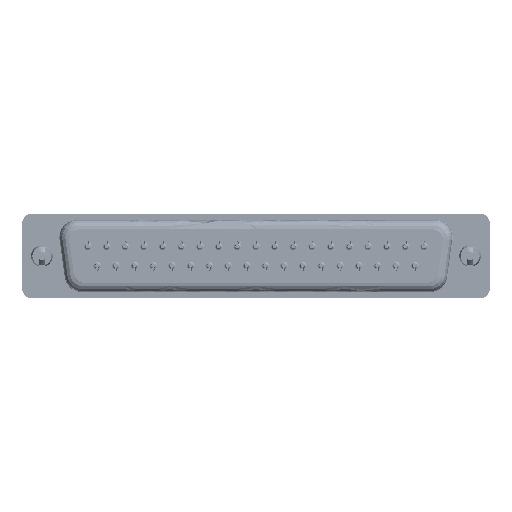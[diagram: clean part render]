
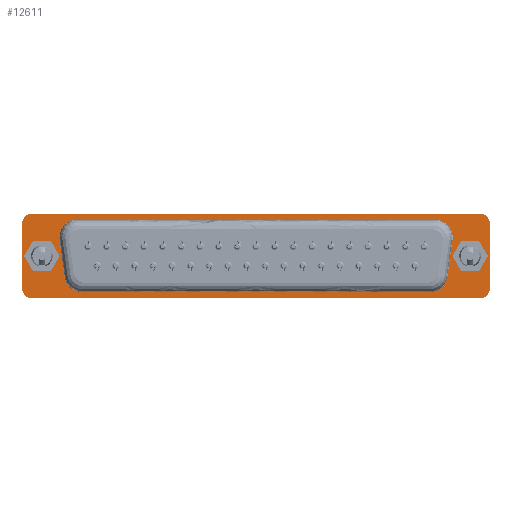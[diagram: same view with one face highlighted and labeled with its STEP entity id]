
A CAD part, front view. The second image highlights one B-rep face of the part: STEP entity #12611.
In plain terms, the highlighted planar face has unit normal (0, -1, 0).
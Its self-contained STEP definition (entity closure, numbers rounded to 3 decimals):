
#1331=LINE('',#20531,#2330);
#1332=LINE('',#20535,#2331);
#1333=LINE('',#20539,#2332);
#1334=LINE('',#20543,#2333);
#1335=LINE('',#20549,#2334);
#1336=LINE('',#20553,#2335);
#1337=LINE('',#20557,#2336);
#1338=LINE('',#20561,#2337);
#2330=VECTOR('',#16521,1000.);
#2331=VECTOR('',#16524,1000.);
#2332=VECTOR('',#16527,1000.);
#2333=VECTOR('',#16530,1000.);
#2334=VECTOR('',#16535,1000.);
#2335=VECTOR('',#16538,1000.);
#2336=VECTOR('',#16541,1000.);
#2337=VECTOR('',#16544,1000.);
#4377=ORIENTED_EDGE('',*,*,#7175,.T.);
#4378=ORIENTED_EDGE('',*,*,#7176,.T.);
#4379=ORIENTED_EDGE('',*,*,#7177,.T.);
#4380=ORIENTED_EDGE('',*,*,#7178,.T.);
#4381=ORIENTED_EDGE('',*,*,#7179,.T.);
#4382=ORIENTED_EDGE('',*,*,#7180,.T.);
#4383=ORIENTED_EDGE('',*,*,#7181,.T.);
#4384=ORIENTED_EDGE('',*,*,#7182,.T.);
#4385=ORIENTED_EDGE('',*,*,#7183,.T.);
#4386=ORIENTED_EDGE('',*,*,#7184,.F.);
#4387=ORIENTED_EDGE('',*,*,#7185,.F.);
#4388=ORIENTED_EDGE('',*,*,#7186,.F.);
#4389=ORIENTED_EDGE('',*,*,#7187,.F.);
#4390=ORIENTED_EDGE('',*,*,#7188,.F.);
#4391=ORIENTED_EDGE('',*,*,#7189,.F.);
#4392=ORIENTED_EDGE('',*,*,#7190,.F.);
#4393=ORIENTED_EDGE('',*,*,#7191,.F.);
#4394=ORIENTED_EDGE('',*,*,#7192,.T.);
#7175=EDGE_CURVE('',#8733,#8734,#9766,.T.);
#7176=EDGE_CURVE('',#8734,#8735,#1331,.T.);
#7177=EDGE_CURVE('',#8735,#8736,#9767,.T.);
#7178=EDGE_CURVE('',#8736,#8737,#1332,.T.);
#7179=EDGE_CURVE('',#8737,#8738,#9768,.T.);
#7180=EDGE_CURVE('',#8738,#8739,#1333,.T.);
#7181=EDGE_CURVE('',#8739,#8740,#9769,.T.);
#7182=EDGE_CURVE('',#8740,#8733,#1334,.T.);
#7183=EDGE_CURVE('',#8741,#8741,#9770,.T.);
#7184=EDGE_CURVE('',#8742,#8743,#9771,.T.);
#7185=EDGE_CURVE('',#8744,#8742,#1335,.T.);
#7186=EDGE_CURVE('',#8745,#8744,#9772,.T.);
#7187=EDGE_CURVE('',#8746,#8745,#1336,.T.);
#7188=EDGE_CURVE('',#8747,#8746,#9773,.T.);
#7189=EDGE_CURVE('',#8748,#8747,#1337,.T.);
#7190=EDGE_CURVE('',#8749,#8748,#9774,.T.);
#7191=EDGE_CURVE('',#8743,#8749,#1338,.T.);
#7192=EDGE_CURVE('',#8750,#8750,#9775,.T.);
#8733=VERTEX_POINT('',#20529);
#8734=VERTEX_POINT('',#20530);
#8735=VERTEX_POINT('',#20532);
#8736=VERTEX_POINT('',#20534);
#8737=VERTEX_POINT('',#20536);
#8738=VERTEX_POINT('',#20538);
#8739=VERTEX_POINT('',#20540);
#8740=VERTEX_POINT('',#20542);
#8741=VERTEX_POINT('',#20545);
#8742=VERTEX_POINT('',#20547);
#8743=VERTEX_POINT('',#20548);
#8744=VERTEX_POINT('',#20550);
#8745=VERTEX_POINT('',#20552);
#8746=VERTEX_POINT('',#20554);
#8747=VERTEX_POINT('',#20556);
#8748=VERTEX_POINT('',#20558);
#8749=VERTEX_POINT('',#20560);
#8750=VERTEX_POINT('',#20563);
#9766=CIRCLE('',#14044,2.6);
#9767=CIRCLE('',#14045,2.6);
#9768=CIRCLE('',#14046,2.6);
#9769=CIRCLE('',#14047,2.6);
#9770=CIRCLE('',#14048,1.5);
#9771=CIRCLE('',#14049,1.5);
#9772=CIRCLE('',#14050,1.5);
#9773=CIRCLE('',#14051,1.5);
#9774=CIRCLE('',#14052,1.5);
#9775=CIRCLE('',#14053,1.5);
#10437=EDGE_LOOP('',(#4377,#4378,#4379,#4380,#4381,#4382,#4383,#4384));
#10438=EDGE_LOOP('',(#4385));
#10439=EDGE_LOOP('',(#4386,#4387,#4388,#4389,#4390,#4391,#4392,#4393));
#10440=EDGE_LOOP('',(#4394));
#11523=FACE_BOUND('',#10437,.T.);
#11524=FACE_BOUND('',#10438,.T.);
#11525=FACE_BOUND('',#10439,.T.);
#11526=FACE_BOUND('',#10440,.T.);
#12174=PLANE('',#14043);
#12611=ADVANCED_FACE('',(#11523,#11524,#11525,#11526),#12174,.F.);
#14043=AXIS2_PLACEMENT_3D('',#20527,#16517,#16518);
#14044=AXIS2_PLACEMENT_3D('',#20528,#16519,#16520);
#14045=AXIS2_PLACEMENT_3D('',#20533,#16522,#16523);
#14046=AXIS2_PLACEMENT_3D('',#20537,#16525,#16526);
#14047=AXIS2_PLACEMENT_3D('',#20541,#16528,#16529);
#14048=AXIS2_PLACEMENT_3D('',#20544,#16531,#16532);
#14049=AXIS2_PLACEMENT_3D('',#20546,#16533,#16534);
#14050=AXIS2_PLACEMENT_3D('',#20551,#16536,#16537);
#14051=AXIS2_PLACEMENT_3D('',#20555,#16539,#16540);
#14052=AXIS2_PLACEMENT_3D('',#20559,#16542,#16543);
#14053=AXIS2_PLACEMENT_3D('',#20562,#16545,#16546);
#16517=DIRECTION('',(0.,1.,0.));
#16518=DIRECTION('',(0.,0.,1.));
#16519=DIRECTION('',(0.,1.,0.));
#16520=DIRECTION('',(1.,0.,0.));
#16521=DIRECTION('',(1.,0.,0.));
#16522=DIRECTION('',(0.,1.,0.));
#16523=DIRECTION('',(-1.,0.,0.));
#16524=DIRECTION('',(-0.139,0.,-0.99));
#16525=DIRECTION('',(0.,1.,0.));
#16526=DIRECTION('',(1.,0.,0.));
#16527=DIRECTION('',(-1.,0.,0.));
#16528=DIRECTION('',(0.,1.,0.));
#16529=DIRECTION('',(1.,0.,0.));
#16530=DIRECTION('',(-0.139,0.,0.99));
#16531=DIRECTION('',(0.,1.,0.));
#16532=DIRECTION('',(1.,0.,0.));
#16533=DIRECTION('',(0.,1.,0.));
#16534=DIRECTION('',(1.,0.,0.));
#16535=DIRECTION('',(0.,0.,1.));
#16536=DIRECTION('',(0.,1.,0.));
#16537=DIRECTION('',(1.,0.,0.));
#16538=DIRECTION('',(-1.,0.,0.));
#16539=DIRECTION('',(0.,1.,0.));
#16540=DIRECTION('',(1.,0.,0.));
#16541=DIRECTION('',(0.,0.,-1.));
#16542=DIRECTION('',(0.,1.,0.));
#16543=DIRECTION('',(-1.,0.,0.));
#16544=DIRECTION('',(1.,0.,0.));
#16545=DIRECTION('',(0.,1.,0.));
#16546=DIRECTION('',(1.,0.,0.));
#20527=CARTESIAN_POINT('',(-33.2,0.,4.775));
#20528=CARTESIAN_POINT('',(-26.57,0.,2.76));
#20529=CARTESIAN_POINT('',(-29.145,0.,2.398));
#20530=CARTESIAN_POINT('',(-26.57,0.,5.36));
#20531=CARTESIAN_POINT('',(-26.57,0.,5.36));
#20532=CARTESIAN_POINT('',(26.57,0.,5.36));
#20533=CARTESIAN_POINT('',(26.57,0.,2.76));
#20534=CARTESIAN_POINT('',(29.145,0.,2.398));
#20535=CARTESIAN_POINT('',(29.145,0.,2.398));
#20536=CARTESIAN_POINT('',(28.369,0.,-3.122));
#20537=CARTESIAN_POINT('',(25.794,0.,-2.76));
#20538=CARTESIAN_POINT('',(25.794,0.,-5.36));
#20539=CARTESIAN_POINT('',(25.794,0.,-5.36));
#20540=CARTESIAN_POINT('',(-25.794,0.,-5.36));
#20541=CARTESIAN_POINT('',(-25.794,0.,-2.76));
#20542=CARTESIAN_POINT('',(-28.369,0.,-3.122));
#20543=CARTESIAN_POINT('',(-28.369,0.,-3.122));
#20544=CARTESIAN_POINT('',(-31.75,0.,0.));
#20545=CARTESIAN_POINT('',(-30.25,0.,0.));
#20546=CARTESIAN_POINT('',(-33.2,0.,4.775));
#20547=CARTESIAN_POINT('',(-34.7,0.,4.775));
#20548=CARTESIAN_POINT('',(-33.2,0.,6.275));
#20549=CARTESIAN_POINT('',(-34.7,0.,-4.775));
#20550=CARTESIAN_POINT('',(-34.7,0.,-4.775));
#20551=CARTESIAN_POINT('',(-33.2,0.,-4.775));
#20552=CARTESIAN_POINT('',(-33.2,0.,-6.275));
#20553=CARTESIAN_POINT('',(33.2,0.,-6.275));
#20554=CARTESIAN_POINT('',(33.2,0.,-6.275));
#20555=CARTESIAN_POINT('',(33.2,0.,-4.775));
#20556=CARTESIAN_POINT('',(34.7,0.,-4.775));
#20557=CARTESIAN_POINT('',(34.7,0.,4.775));
#20558=CARTESIAN_POINT('',(34.7,0.,4.775));
#20559=CARTESIAN_POINT('',(33.2,0.,4.775));
#20560=CARTESIAN_POINT('',(33.2,0.,6.275));
#20561=CARTESIAN_POINT('',(-33.2,0.,6.275));
#20562=CARTESIAN_POINT('',(31.75,0.,0.));
#20563=CARTESIAN_POINT('',(33.25,0.,0.));
